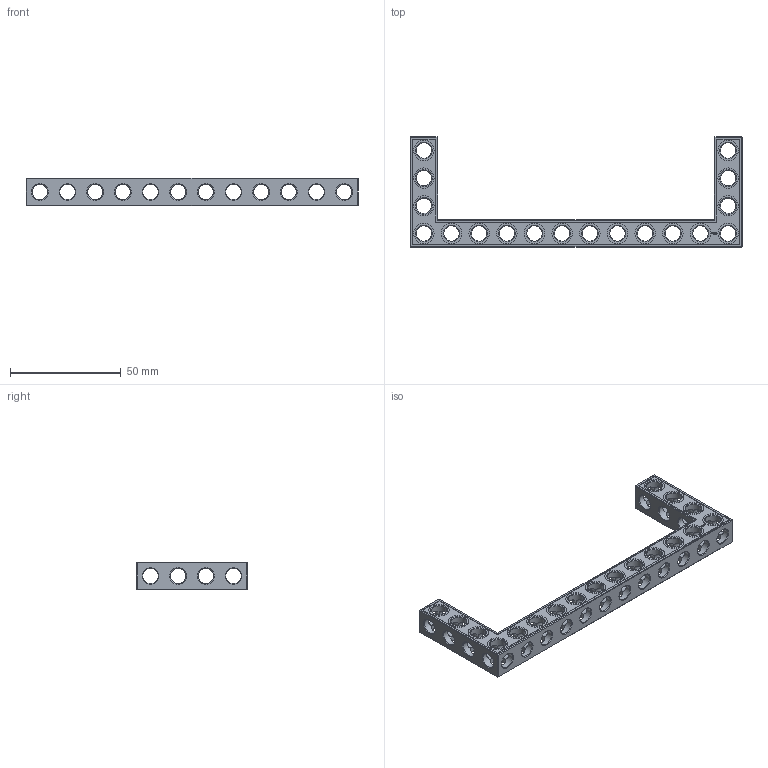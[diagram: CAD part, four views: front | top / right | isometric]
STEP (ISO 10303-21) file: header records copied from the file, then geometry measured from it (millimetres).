
FILE_DESCRIPTION(('FreeCAD Model'),'2;1');
FILE_NAME('Open CASCADE Shape Model','2022-02-26T15:46:36',('Author'),( ''),'Open CASCADE STEP processor 7.5','FreeCAD','Unknown');
FILE_SCHEMA(('AUTOMOTIVE_DESIGN { 1 0 10303 214 1 1 1 1 }'));
Products named in the file (1): Beam AGD ESS USH SYM BU12x04x01 - SPN-BEM-0482 (stemfie.org)
Bounding box: 150 x 50 x 12.5 mm (x, y, z)
Volume: 17580.5 mm3; surface area: 15816.2 mm2
Topology: 1 solids, 1 shells, 733 faces, 2152 edges, 1402 vertices
Faces by surface type: plane 398, extrusion 152, cylinder 109, cone 74
Full cylindrical faces by diameter (mm): 6.98 x10, 7 x81, 9.2 x18
Entity records: 87045 total; most frequent: CARTESIAN_POINT 46317, DIRECTION 6676, VECTOR 4548, LINE 4396, ORIENTED_EDGE 4304, PCURVE 4304, DEFINITIONAL_REPRESENTATION 4304, EDGE_CURVE 2152
